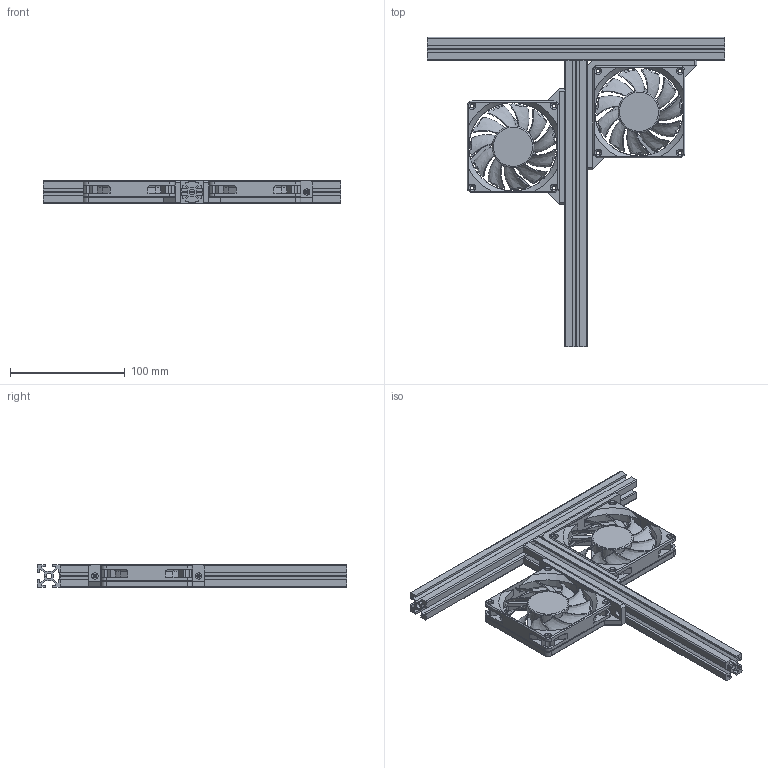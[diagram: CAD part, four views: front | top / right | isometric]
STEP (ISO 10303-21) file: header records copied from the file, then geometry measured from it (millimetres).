
FILE_DESCRIPTION(/* description */ (' '),/* implementation_level */ '2;1');
FILE_NAME(/* name */ 'trident_bed_fans_80mm.step',/* time_stamp */ '2025-11-04T11:07:53-06:00',/* author */ (''),/* organization */ (''),/* preprocessor_version */ 'ST-DEVELOPER v20.1',/* originating_system */ 'Autodesk Translation Framework v14.17.0.0',/* authorisation */ '');
FILE_SCHEMA (('AUTOMOTIVE_DESIGN { 1 0 10303 214 3 1 1 }'));
Length unit declared in the file: millimetre
Products named in the file (12): Trident_-UnderBedHeaterMount-FAN_SCREWS+M3; Component1; SUNON Fan 80x80x15 mm; Fan Wheel; Fan-Sunont_80x80x15mm; corner_fan_holder; Component8; SUNON Fan 80x80x15 mm_1; Fan Wheel_1; Fan-Sunont_80x80x15mm_1; side_fan_holder; Misumi 2020 Cube (1)
Assembly tree (11 placements, depth 4):
  Trident_-UnderBedHeaterMount-FAN_SCREWS+M3
    Component1
      SUNON Fan 80x80x15 mm
        Fan Wheel
        Fan-Sunont_80x80x15mm
      corner_fan_holder
    Component8
      SUNON Fan 80x80x15 mm_1
        Fan Wheel_1
        Fan-Sunont_80x80x15mm_1
      side_fan_holder
    Misumi 2020 Cube (1)
Bounding box: 260 x 270 x 20 mm (x, y, z)
Volume: 192698.3 mm3; surface area: 179791.7 mm2
Topology: 8 solids, 8 shells, 875 faces, 2420 edges, 1554 vertices
Faces by surface type: plane 516, cylinder 171, cone 102, bspline 66, torus 20
Full cylindrical faces by diameter (mm): 3.2 x12, 4.3 x8, 5 x2, 5.5 x12, 23 x4, 34.2 x2
Entity records: 30952 total; most frequent: CARTESIAN_POINT 8415, ORIENTED_EDGE 4840, DIRECTION 4416, EDGE_CURVE 2420, VERTEX_POINT 1554, LINE 1474, VECTOR 1474, AXIS2_PLACEMENT_3D 1471
